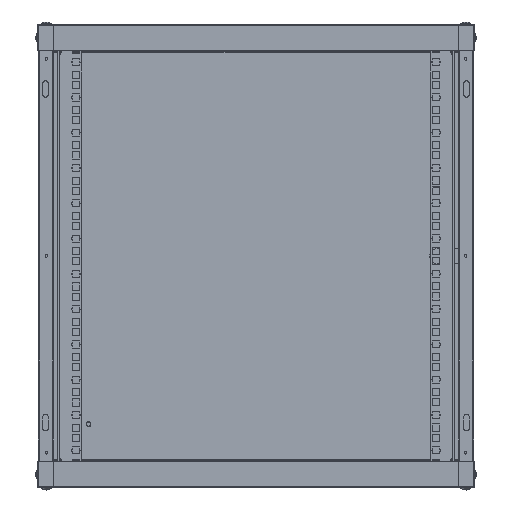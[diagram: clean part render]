
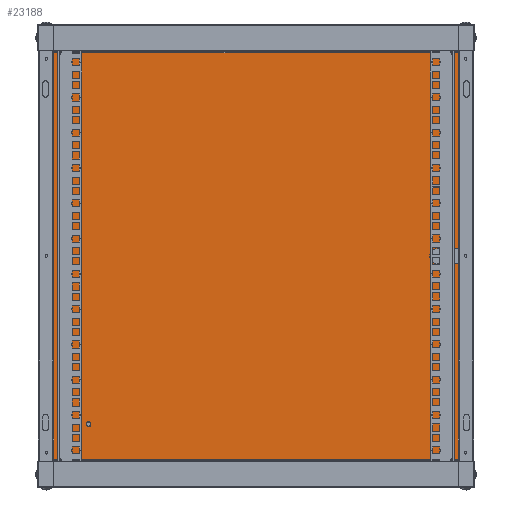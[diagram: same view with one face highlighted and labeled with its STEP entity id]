
A CAD part, top view. The second image highlights one B-rep face of the part: STEP entity #23188.
In plain terms, the highlighted face is planar.
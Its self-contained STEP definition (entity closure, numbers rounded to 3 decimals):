
#141 = CARTESIAN_POINT ( 'NONE',  ( -260.5, 1., -231.5 ) ) ;
#302 = DIRECTION ( 'NONE',  ( 0., 1., 0. ) ) ;
#560 = CARTESIAN_POINT ( 'NONE',  ( -260.5, 1., 231.5 ) ) ;
#759 = VECTOR ( 'NONE', #21489, 1000. ) ;
#1614 = CARTESIAN_POINT ( 'NONE',  ( -260.5, 1., 256.5 ) ) ;
#1756 = DIRECTION ( 'NONE',  ( 0., 1., 0. ) ) ;
#2401 = ORIENTED_EDGE ( 'NONE', *, *, #10711, .T. ) ;
#2485 = VERTEX_POINT ( 'NONE', #20375 ) ;
#2615 = CARTESIAN_POINT ( 'NONE',  ( -270.5, 1., -231.5 ) ) ;
#3005 = VERTEX_POINT ( 'NONE', #12522 ) ;
#3718 = CIRCLE ( 'NONE', #17850, 3. ) ;
#4668 = VERTEX_POINT ( 'NONE', #40708 ) ;
#4888 = LINE ( 'NONE', #49099, #38793 ) ;
#5122 = DIRECTION ( 'NONE',  ( 0., 0., -1. ) ) ;
#5245 = EDGE_CURVE ( 'NONE', #47429, #17186, #30673, .T. ) ;
#5659 = CARTESIAN_POINT ( 'NONE',  ( 271.5, 1., -256.5 ) ) ;
#6516 = DIRECTION ( 'NONE',  ( 0., 0., -1. ) ) ;
#7312 = EDGE_CURVE ( 'NONE', #50499, #59018, #49669, .T. ) ;
#8771 = LINE ( 'NONE', #48543, #16171 ) ;
#9361 = VECTOR ( 'NONE', #48952, 1000. ) ;
#9704 = EDGE_CURVE ( 'NONE', #17186, #47429, #14065, .T. ) ;
#10056 = EDGE_CURVE ( 'NONE', #54661, #16176, #54456, .T. ) ;
#10190 = ORIENTED_EDGE ( 'NONE', *, *, #7312, .F. ) ;
#10711 = EDGE_CURVE ( 'NONE', #33822, #2485, #53944, .T. ) ;
#11583 = EDGE_LOOP ( 'NONE', ( #15269, #40881 ) ) ;
#11659 = EDGE_CURVE ( 'NONE', #50499, #4668, #15560, .T. ) ;
#12420 = DIRECTION ( 'NONE',  ( 0., -1., 0. ) ) ;
#12438 = EDGE_LOOP ( 'NONE', ( #21410, #24515, #14792, #2401, #42571, #39152, #38642, #56950, #48286, #46029, #30604, #10190 ) ) ;
#12522 = CARTESIAN_POINT ( 'NONE',  ( -271.5, 1., -256.5 ) ) ;
#13196 = EDGE_CURVE ( 'NONE', #3005, #18344, #8771, .T. ) ;
#13545 = DIRECTION ( 'NONE',  ( 1., 0., 0. ) ) ;
#13666 = EDGE_CURVE ( 'NONE', #54661, #20826, #50703, .T. ) ;
#14047 = DIRECTION ( 'NONE',  ( 0., -1., 0. ) ) ;
#14065 = CIRCLE ( 'NONE', #31647, 9.5 ) ;
#14349 = VERTEX_POINT ( 'NONE', #39370 ) ;
#14612 = DIRECTION ( 'NONE',  ( 0., 0., 1. ) ) ;
#14792 = ORIENTED_EDGE ( 'NONE', *, *, #19466, .T. ) ;
#15145 = LINE ( 'NONE', #5659, #56307 ) ;
#15269 = ORIENTED_EDGE ( 'NONE', *, *, #9704, .T. ) ;
#15560 = LINE ( 'NONE', #58713, #759 ) ;
#15562 = VERTEX_POINT ( 'NONE', #45207 ) ;
#16171 = VECTOR ( 'NONE', #33758, 1000. ) ;
#16176 = VERTEX_POINT ( 'NONE', #31731 ) ;
#16583 = VERTEX_POINT ( 'NONE', #1614 ) ;
#17118 = CARTESIAN_POINT ( 'NONE',  ( -270.5, 1., -231.5 ) ) ;
#17186 = VERTEX_POINT ( 'NONE', #43517 ) ;
#17613 = CARTESIAN_POINT ( 'NONE',  ( -270.5, 1., 231.5 ) ) ;
#17850 = AXIS2_PLACEMENT_3D ( 'NONE', #56269, #302, #37950 ) ;
#17997 = AXIS2_PLACEMENT_3D ( 'NONE', #18568, #14047, #46935 ) ;
#18344 = VERTEX_POINT ( 'NONE', #42915 ) ;
#18568 = CARTESIAN_POINT ( 'NONE',  ( 227.5, 1., 0. ) ) ;
#18956 = CARTESIAN_POINT ( 'NONE',  ( 271.5, 1., -256.5 ) ) ;
#19141 = DIRECTION ( 'NONE',  ( 0., -1., 0. ) ) ;
#19437 = CARTESIAN_POINT ( 'NONE',  ( -260.5, 1., -256.5 ) ) ;
#19466 = EDGE_CURVE ( 'NONE', #16583, #33822, #24377, .T. ) ;
#20375 = CARTESIAN_POINT ( 'NONE',  ( 271.5, 1., -256.5 ) ) ;
#20826 = VERTEX_POINT ( 'NONE', #141 ) ;
#21070 = EDGE_CURVE ( 'NONE', #14349, #15562, #24887, .T. ) ;
#21410 = ORIENTED_EDGE ( 'NONE', *, *, #11659, .T. ) ;
#21489 = DIRECTION ( 'NONE',  ( 1., 0., 0. ) ) ;
#21790 = CARTESIAN_POINT ( 'NONE',  ( -270.5, 1., 231.5 ) ) ;
#22028 = DIRECTION ( 'NONE',  ( 0., 0., -1. ) ) ;
#23188 = ADVANCED_FACE ( 'NONE', ( #56197, #44445, #33380 ), #60267, .F. ) ;
#23520 = LINE ( 'NONE', #560, #57387 ) ;
#24377 = LINE ( 'NONE', #28244, #54526 ) ;
#24515 = ORIENTED_EDGE ( 'NONE', *, *, #40962, .T. ) ;
#24887 = CIRCLE ( 'NONE', #45498, 3. ) ;
#25069 = EDGE_CURVE ( 'NONE', #15562, #14349, #3718, .T. ) ;
#25221 = CARTESIAN_POINT ( 'NONE',  ( -211.5, 1., 211.5 ) ) ;
#25680 = CARTESIAN_POINT ( 'NONE',  ( -260.5, 1., -231.5 ) ) ;
#26015 = CARTESIAN_POINT ( 'NONE',  ( 271.5, 1., 256.5 ) ) ;
#27816 = VERTEX_POINT ( 'NONE', #19437 ) ;
#27954 = CARTESIAN_POINT ( 'NONE',  ( 227.5, 1., 0. ) ) ;
#28244 = CARTESIAN_POINT ( 'NONE',  ( 271.5, 1., 256.5 ) ) ;
#28282 = VECTOR ( 'NONE', #13545, 1000. ) ;
#28504 = CARTESIAN_POINT ( 'NONE',  ( -260.5, 1., -231.5 ) ) ;
#30604 = ORIENTED_EDGE ( 'NONE', *, *, #49963, .T. ) ;
#30673 = CIRCLE ( 'NONE', #17997, 9.5 ) ;
#31419 = LINE ( 'NONE', #25680, #9361 ) ;
#31647 = AXIS2_PLACEMENT_3D ( 'NONE', #27954, #19141, #60868 ) ;
#31731 = CARTESIAN_POINT ( 'NONE',  ( -270.5, 1., -256.5 ) ) ;
#32995 = DIRECTION ( 'NONE',  ( 1., 0., 0. ) ) ;
#33380 = FACE_OUTER_BOUND ( 'NONE', #12438, .T. ) ;
#33491 = DIRECTION ( 'NONE',  ( 1., 0., 0. ) ) ;
#33659 = EDGE_CURVE ( 'NONE', #16176, #3005, #15145, .T. ) ;
#33758 = DIRECTION ( 'NONE',  ( 0., 0., 1. ) ) ;
#33822 = VERTEX_POINT ( 'NONE', #26015 ) ;
#34012 = CARTESIAN_POINT ( 'NONE',  ( 227.5, 1., 9.5 ) ) ;
#34493 = VECTOR ( 'NONE', #33491, 1000. ) ;
#34684 = DIRECTION ( 'NONE',  ( -1., 0., 0. ) ) ;
#35297 = AXIS2_PLACEMENT_3D ( 'NONE', #36022, #12420, #22028 ) ;
#35994 = DIRECTION ( 'NONE',  ( 0., 0., 1. ) ) ;
#36022 = CARTESIAN_POINT ( 'NONE',  ( 0., 1., 0. ) ) ;
#37950 = DIRECTION ( 'NONE',  ( 0., 0., -1. ) ) ;
#38642 = ORIENTED_EDGE ( 'NONE', *, *, #13666, .F. ) ;
#38793 = VECTOR ( 'NONE', #45605, 1000. ) ;
#39152 = ORIENTED_EDGE ( 'NONE', *, *, #48060, .F. ) ;
#39370 = CARTESIAN_POINT ( 'NONE',  ( -211.5, 1., 214.5 ) ) ;
#40436 = CARTESIAN_POINT ( 'NONE',  ( -270.5, 1., 256.5 ) ) ;
#40708 = CARTESIAN_POINT ( 'NONE',  ( -260.5, 1., 231.5 ) ) ;
#40881 = ORIENTED_EDGE ( 'NONE', *, *, #5245, .T. ) ;
#40962 = EDGE_CURVE ( 'NONE', #4668, #16583, #23520, .T. ) ;
#42571 = ORIENTED_EDGE ( 'NONE', *, *, #48696, .T. ) ;
#42915 = CARTESIAN_POINT ( 'NONE',  ( -271.5, 1., 256.5 ) ) ;
#43517 = CARTESIAN_POINT ( 'NONE',  ( 227.5, 1., -9.5 ) ) ;
#44445 = FACE_BOUND ( 'NONE', #44837, .T. ) ;
#44837 = EDGE_LOOP ( 'NONE', ( #55728, #59660 ) ) ;
#45207 = CARTESIAN_POINT ( 'NONE',  ( -211.5, 1., 208.5 ) ) ;
#45498 = AXIS2_PLACEMENT_3D ( 'NONE', #25221, #1756, #6516 ) ;
#45605 = DIRECTION ( 'NONE',  ( -1., 0., 0. ) ) ;
#46029 = ORIENTED_EDGE ( 'NONE', *, *, #13196, .T. ) ;
#46935 = DIRECTION ( 'NONE',  ( 0., 0., -1. ) ) ;
#47429 = VERTEX_POINT ( 'NONE', #34012 ) ;
#48060 = EDGE_CURVE ( 'NONE', #20826, #27816, #31419, .T. ) ;
#48286 = ORIENTED_EDGE ( 'NONE', *, *, #33659, .T. ) ;
#48543 = CARTESIAN_POINT ( 'NONE',  ( -271.5, 1., -256.5 ) ) ;
#48696 = EDGE_CURVE ( 'NONE', #2485, #27816, #4888, .T. ) ;
#48952 = DIRECTION ( 'NONE',  ( 0., 0., -1. ) ) ;
#49099 = CARTESIAN_POINT ( 'NONE',  ( 271.5, 1., -256.5 ) ) ;
#49669 = LINE ( 'NONE', #21790, #57716 ) ;
#49963 = EDGE_CURVE ( 'NONE', #18344, #59018, #54803, .T. ) ;
#49965 = DIRECTION ( 'NONE',  ( 0., 0., -1. ) ) ;
#50499 = VERTEX_POINT ( 'NONE', #17613 ) ;
#50703 = LINE ( 'NONE', #28504, #34493 ) ;
#52271 = VECTOR ( 'NONE', #49965, 1000. ) ;
#53944 = LINE ( 'NONE', #18956, #60519 ) ;
#54456 = LINE ( 'NONE', #2615, #52271 ) ;
#54526 = VECTOR ( 'NONE', #32995, 1000. ) ;
#54661 = VERTEX_POINT ( 'NONE', #17118 ) ;
#54803 = LINE ( 'NONE', #55473, #28282 ) ;
#55473 = CARTESIAN_POINT ( 'NONE',  ( 271.5, 1., 256.5 ) ) ;
#55728 = ORIENTED_EDGE ( 'NONE', *, *, #25069, .F. ) ;
#56197 = FACE_BOUND ( 'NONE', #11583, .T. ) ;
#56269 = CARTESIAN_POINT ( 'NONE',  ( -211.5, 1., 211.5 ) ) ;
#56307 = VECTOR ( 'NONE', #34684, 1000. ) ;
#56950 = ORIENTED_EDGE ( 'NONE', *, *, #10056, .T. ) ;
#57387 = VECTOR ( 'NONE', #14612, 1000. ) ;
#57716 = VECTOR ( 'NONE', #35994, 1000. ) ;
#58713 = CARTESIAN_POINT ( 'NONE',  ( -260.5, 1., 231.5 ) ) ;
#59018 = VERTEX_POINT ( 'NONE', #40436 ) ;
#59660 = ORIENTED_EDGE ( 'NONE', *, *, #21070, .F. ) ;
#60267 = PLANE ( 'NONE',  #35297 ) ;
#60519 = VECTOR ( 'NONE', #5122, 1000. ) ;
#60868 = DIRECTION ( 'NONE',  ( 0., 0., -1. ) ) ;
